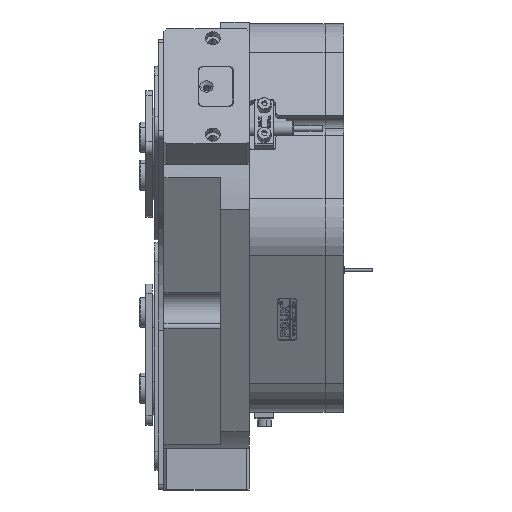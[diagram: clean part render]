
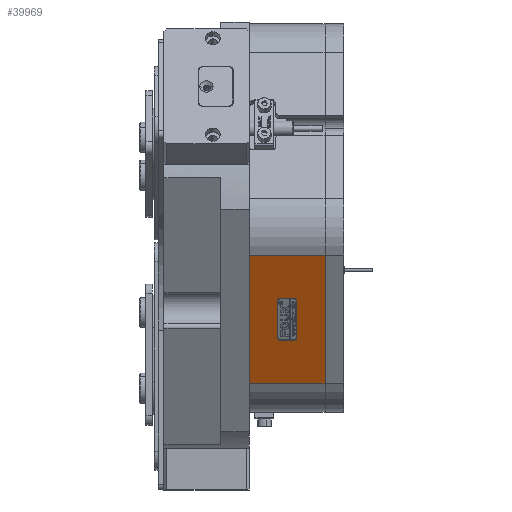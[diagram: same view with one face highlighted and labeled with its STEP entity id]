
A CAD part, left-side view. The second image highlights one B-rep face of the part: STEP entity #39969.
In plain terms, the highlighted planar face has unit normal (-0.866, 0, -0.5).
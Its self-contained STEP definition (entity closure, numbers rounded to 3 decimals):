
#168 = CARTESIAN_POINT ( 'NONE',  ( -95.567, 16.5, -42.474 ) ) ;
#217 = ORIENTED_EDGE ( 'NONE', *, *, #60348, .F. ) ;
#791 = EDGE_CURVE ( 'NONE', #22177, #16025, #60275, .T. ) ;
#2084 = CARTESIAN_POINT ( 'NONE',  ( -95.567, 23.5, -42.474 ) ) ;
#2510 = CARTESIAN_POINT ( 'NONE',  ( -83.767, 16.5, -62.912 ) ) ;
#3202 = ORIENTED_EDGE ( 'NONE', *, *, #29367, .T. ) ;
#3312 = EDGE_LOOP ( 'NONE', ( #56070, #43686, #38728, #54047, #45337, #50716, #10800, #217 ) ) ;
#4960 = DIRECTION ( 'NONE',  ( 0.5, 0., -0.866 ) ) ;
#5086 = VERTEX_POINT ( 'NONE', #28777 ) ;
#6100 = EDGE_CURVE ( 'NONE', #9140, #47907, #18457, .T. ) ;
#6403 = CARTESIAN_POINT ( 'NONE',  ( -90.067, 0., -52. ) ) ;
#6529 = CARTESIAN_POINT ( 'NONE',  ( -109.697, 40., -18. ) ) ;
#8598 = VECTOR ( 'NONE', #52073, 1000. ) ;
#9140 = VERTEX_POINT ( 'NONE', #39070 ) ;
#10194 = LINE ( 'NONE', #32595, #8598 ) ;
#10296 = VECTOR ( 'NONE', #57237, 1000. ) ;
#10724 = DIRECTION ( 'NONE',  ( -0.866, 0., -0.5 ) ) ;
#10800 = ORIENTED_EDGE ( 'NONE', *, *, #36819, .F. ) ;
#11865 = CARTESIAN_POINT ( 'NONE',  ( -83.767, 16.5, -62.912 ) ) ;
#12166 = DIRECTION ( 'NONE',  ( -0.866, 0., -0.5 ) ) ;
#12836 = DIRECTION ( 'NONE',  ( -0.5, 0., 0.866 ) ) ;
#13606 = VECTOR ( 'NONE', #32378, 1000. ) ;
#13746 = EDGE_CURVE ( 'NONE', #47907, #5086, #52071, .T. ) ;
#14582 = VECTOR ( 'NONE', #17769, 1000. ) ;
#16025 = VERTEX_POINT ( 'NONE', #34495 ) ;
#16598 = CARTESIAN_POINT ( 'NONE',  ( -95.567, 14.9, -42.474 ) ) ;
#17035 = CARTESIAN_POINT ( 'NONE',  ( -96.367, 16.5, -41.088 ) ) ;
#17769 = DIRECTION ( 'NONE',  ( 0., -1., 0. ) ) ;
#17882 = LINE ( 'NONE', #6529, #29122 ) ;
#18457 = LINE ( 'NONE', #2510, #13606 ) ;
#19275 = EDGE_CURVE ( 'NONE', #57448, #44157, #17882, .T. ) ;
#19731 = VERTEX_POINT ( 'NONE', #35409 ) ;
#19802 = DIRECTION ( 'NONE',  ( -0.866, 0., -0.5 ) ) ;
#19820 = VERTEX_POINT ( 'NONE', #57959 ) ;
#21063 = DIRECTION ( 'NONE',  ( -0.5, 0., 0.866 ) ) ;
#21079 = DIRECTION ( 'NONE',  ( -0.866, 0., -0.5 ) ) ;
#22177 = VERTEX_POINT ( 'NONE', #37629 ) ;
#22448 = VERTEX_POINT ( 'NONE', #51454 ) ;
#22934 = VECTOR ( 'NONE', #42958, 1000. ) ;
#24261 = EDGE_LOOP ( 'NONE', ( #30936, #33075, #3202, #31828 ) ) ;
#25637 = CARTESIAN_POINT ( 'NONE',  ( -90.067, 40., -52. ) ) ;
#26372 = AXIS2_PLACEMENT_3D ( 'NONE', #59848, #60290, #4960 ) ;
#27440 = VECTOR ( 'NONE', #55723, 1000. ) ;
#28198 = AXIS2_PLACEMENT_3D ( 'NONE', #57508, #21079, #57063 ) ;
#28777 = CARTESIAN_POINT ( 'NONE',  ( -84.567, 14.9, -61.526 ) ) ;
#29021 = LINE ( 'NONE', #17035, #45859 ) ;
#29122 = VECTOR ( 'NONE', #52476, 1000. ) ;
#29367 = EDGE_CURVE ( 'NONE', #44157, #22177, #10194, .T. ) ;
#29543 = AXIS2_PLACEMENT_3D ( 'NONE', #2084, #12166, #12836 ) ;
#29630 = CIRCLE ( 'NONE', #29543, 1.6 ) ;
#30664 = LINE ( 'NONE', #39184, #27440 ) ;
#30936 = ORIENTED_EDGE ( 'NONE', *, *, #44212, .F. ) ;
#31499 = FACE_OUTER_BOUND ( 'NONE', #24261, .T. ) ;
#31828 = ORIENTED_EDGE ( 'NONE', *, *, #791, .T. ) ;
#32378 = DIRECTION ( 'NONE',  ( 0., -1., 0. ) ) ;
#32595 = CARTESIAN_POINT ( 'NONE',  ( -90.067, 40., -52. ) ) ;
#33075 = ORIENTED_EDGE ( 'NONE', *, *, #19275, .T. ) ;
#33472 = CIRCLE ( 'NONE', #65482, 1.6 ) ;
#34495 = CARTESIAN_POINT ( 'NONE',  ( -70.437, 0., -86. ) ) ;
#35409 = CARTESIAN_POINT ( 'NONE',  ( -95.567, 25.1, -42.474 ) ) ;
#36242 = CARTESIAN_POINT ( 'NONE',  ( -109.697, 40., -18. ) ) ;
#36819 = EDGE_CURVE ( 'NONE', #22448, #9140, #59887, .T. ) ;
#37629 = CARTESIAN_POINT ( 'NONE',  ( -70.437, 40., -86. ) ) ;
#38617 = CARTESIAN_POINT ( 'NONE',  ( -70.437, 0., -86. ) ) ;
#38728 = ORIENTED_EDGE ( 'NONE', *, *, #50357, .F. ) ;
#39070 = CARTESIAN_POINT ( 'NONE',  ( -83.767, 23.5, -62.912 ) ) ;
#39184 = CARTESIAN_POINT ( 'NONE',  ( -95.567, 25.1, -42.474 ) ) ;
#39969 = ADVANCED_FACE ( 'NONE', ( #56362, #31499 ), #56268, .T. ) ;
#41392 = CARTESIAN_POINT ( 'NONE',  ( -95.567, 14.9, -42.474 ) ) ;
#42958 = DIRECTION ( 'NONE',  ( -0.5, 0., 0.866 ) ) ;
#43686 = ORIENTED_EDGE ( 'NONE', *, *, #54574, .F. ) ;
#44157 = VERTEX_POINT ( 'NONE', #36242 ) ;
#44212 = EDGE_CURVE ( 'NONE', #57448, #16025, #51192, .T. ) ;
#45337 = ORIENTED_EDGE ( 'NONE', *, *, #13746, .F. ) ;
#45859 = VECTOR ( 'NONE', #47504, 1000. ) ;
#46576 = VERTEX_POINT ( 'NONE', #53192 ) ;
#47504 = DIRECTION ( 'NONE',  ( 0., 1., 0. ) ) ;
#47907 = VERTEX_POINT ( 'NONE', #11865 ) ;
#50357 = EDGE_CURVE ( 'NONE', #55559, #46576, #33472, .T. ) ;
#50716 = ORIENTED_EDGE ( 'NONE', *, *, #6100, .F. ) ;
#51192 = LINE ( 'NONE', #6403, #10296 ) ;
#51454 = CARTESIAN_POINT ( 'NONE',  ( -84.567, 25.1, -61.526 ) ) ;
#52071 = CIRCLE ( 'NONE', #26372, 1.6 ) ;
#52073 = DIRECTION ( 'NONE',  ( 0.5, 0., -0.866 ) ) ;
#52476 = DIRECTION ( 'NONE',  ( 0., 1., 0. ) ) ;
#53192 = CARTESIAN_POINT ( 'NONE',  ( -96.367, 16.5, -41.088 ) ) ;
#54047 = ORIENTED_EDGE ( 'NONE', *, *, #58104, .F. ) ;
#54574 = EDGE_CURVE ( 'NONE', #46576, #19820, #29021, .T. ) ;
#55559 = VERTEX_POINT ( 'NONE', #16598 ) ;
#55723 = DIRECTION ( 'NONE',  ( 0.5, 0., -0.866 ) ) ;
#56070 = ORIENTED_EDGE ( 'NONE', *, *, #62963, .F. ) ;
#56268 = PLANE ( 'NONE',  #57878 ) ;
#56307 = CARTESIAN_POINT ( 'NONE',  ( -109.697, 0., -18. ) ) ;
#56362 = FACE_BOUND ( 'NONE', #3312, .T. ) ;
#57063 = DIRECTION ( 'NONE',  ( -0.5, 0., 0.866 ) ) ;
#57237 = DIRECTION ( 'NONE',  ( 0.5, 0., -0.866 ) ) ;
#57448 = VERTEX_POINT ( 'NONE', #56307 ) ;
#57508 = CARTESIAN_POINT ( 'NONE',  ( -84.567, 23.5, -61.526 ) ) ;
#57878 = AXIS2_PLACEMENT_3D ( 'NONE', #25637, #19802, #61215 ) ;
#57959 = CARTESIAN_POINT ( 'NONE',  ( -96.367, 23.5, -41.088 ) ) ;
#58104 = EDGE_CURVE ( 'NONE', #5086, #55559, #63710, .T. ) ;
#59848 = CARTESIAN_POINT ( 'NONE',  ( -84.567, 16.5, -61.526 ) ) ;
#59887 = CIRCLE ( 'NONE', #28198, 1.6 ) ;
#60275 = LINE ( 'NONE', #38617, #14582 ) ;
#60290 = DIRECTION ( 'NONE',  ( -0.866, 0., -0.5 ) ) ;
#60348 = EDGE_CURVE ( 'NONE', #19731, #22448, #30664, .T. ) ;
#61215 = DIRECTION ( 'NONE',  ( -0.5, 0., 0.866 ) ) ;
#62963 = EDGE_CURVE ( 'NONE', #19820, #19731, #29630, .T. ) ;
#63710 = LINE ( 'NONE', #41392, #22934 ) ;
#65482 = AXIS2_PLACEMENT_3D ( 'NONE', #168, #10724, #21063 ) ;
